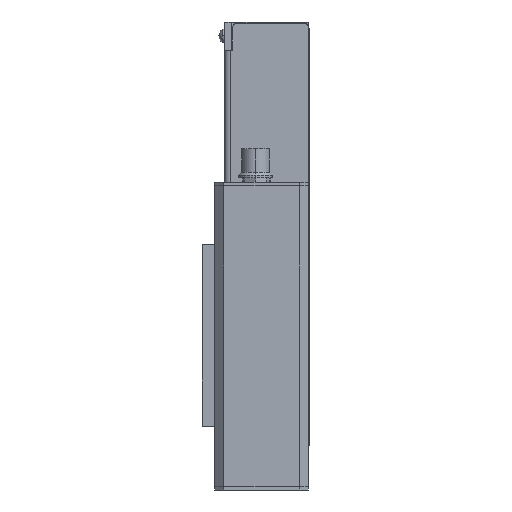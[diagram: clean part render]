
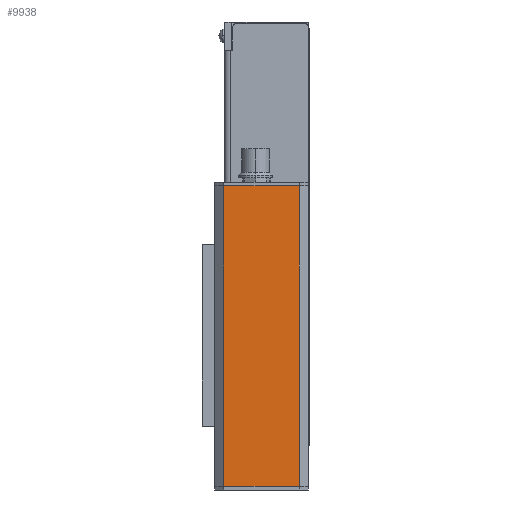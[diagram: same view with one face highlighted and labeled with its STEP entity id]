
A CAD part, left-side view. The second image highlights one B-rep face of the part: STEP entity #9938.
In plain terms, the highlighted face is planar.
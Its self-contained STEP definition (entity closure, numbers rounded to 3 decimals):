
#244 = LINE ( 'NONE', #1883, #10047 ) ;
#634 = CARTESIAN_POINT ( 'NONE',  ( 41., 17., 28.5 ) ) ;
#935 = FACE_OUTER_BOUND ( 'NONE', #21183, .T. ) ;
#1659 = DIRECTION ( 'NONE',  ( 0., -1., 0. ) ) ;
#1883 = CARTESIAN_POINT ( 'NONE',  ( 41., 17., -106.25 ) ) ;
#3217 = EDGE_CURVE ( 'NONE', #12047, #7719, #7964, .T. ) ;
#4421 = VERTEX_POINT ( 'NONE', #9831 ) ;
#4541 = CARTESIAN_POINT ( 'NONE',  ( 41., 17., -106.25 ) ) ;
#4896 = DIRECTION ( 'NONE',  ( 0., 0., 1. ) ) ;
#6402 = VERTEX_POINT ( 'NONE', #17894 ) ;
#6537 = DIRECTION ( 'NONE',  ( 0., 0., 1. ) ) ;
#6620 = CARTESIAN_POINT ( 'NONE',  ( 41., 17., 28.5 ) ) ;
#7719 = VERTEX_POINT ( 'NONE', #634 ) ;
#7964 = LINE ( 'NONE', #10046, #12398 ) ;
#8727 = ORIENTED_EDGE ( 'NONE', *, *, #16991, .F. ) ;
#8906 = VECTOR ( 'NONE', #15801, 1000. ) ;
#9433 = ORIENTED_EDGE ( 'NONE', *, *, #17581, .F. ) ;
#9831 = CARTESIAN_POINT ( 'NONE',  ( 41., -17., 28.5 ) ) ;
#9938 = ADVANCED_FACE ( 'NONE', ( #935 ), #18983, .F. ) ;
#10046 = CARTESIAN_POINT ( 'NONE',  ( 41., 17., -106.25 ) ) ;
#10047 = VECTOR ( 'NONE', #1659, 1000. ) ;
#12047 = VERTEX_POINT ( 'NONE', #19388 ) ;
#12398 = VECTOR ( 'NONE', #4896, 1000. ) ;
#13801 = ORIENTED_EDGE ( 'NONE', *, *, #3217, .T. ) ;
#15250 = VECTOR ( 'NONE', #20823, 1000. ) ;
#15573 = LINE ( 'NONE', #22649, #8906 ) ;
#15801 = DIRECTION ( 'NONE',  ( 0., 0., 1. ) ) ;
#16685 = EDGE_CURVE ( 'NONE', #4421, #7719, #20713, .T. ) ;
#16991 = EDGE_CURVE ( 'NONE', #6402, #4421, #15573, .T. ) ;
#17581 = EDGE_CURVE ( 'NONE', #12047, #6402, #244, .T. ) ;
#17894 = CARTESIAN_POINT ( 'NONE',  ( 41., -17., -106.25 ) ) ;
#18846 = ORIENTED_EDGE ( 'NONE', *, *, #16685, .F. ) ;
#18983 = PLANE ( 'NONE',  #21387 ) ;
#19388 = CARTESIAN_POINT ( 'NONE',  ( 41., 17., -106.25 ) ) ;
#20498 = DIRECTION ( 'NONE',  ( -1., 0., 0. ) ) ;
#20713 = LINE ( 'NONE', #6620, #15250 ) ;
#20823 = DIRECTION ( 'NONE',  ( 0., 1., 0. ) ) ;
#21183 = EDGE_LOOP ( 'NONE', ( #13801, #18846, #8727, #9433 ) ) ;
#21387 = AXIS2_PLACEMENT_3D ( 'NONE', #4541, #20498, #6537 ) ;
#22649 = CARTESIAN_POINT ( 'NONE',  ( 41., -17., -106.25 ) ) ;
